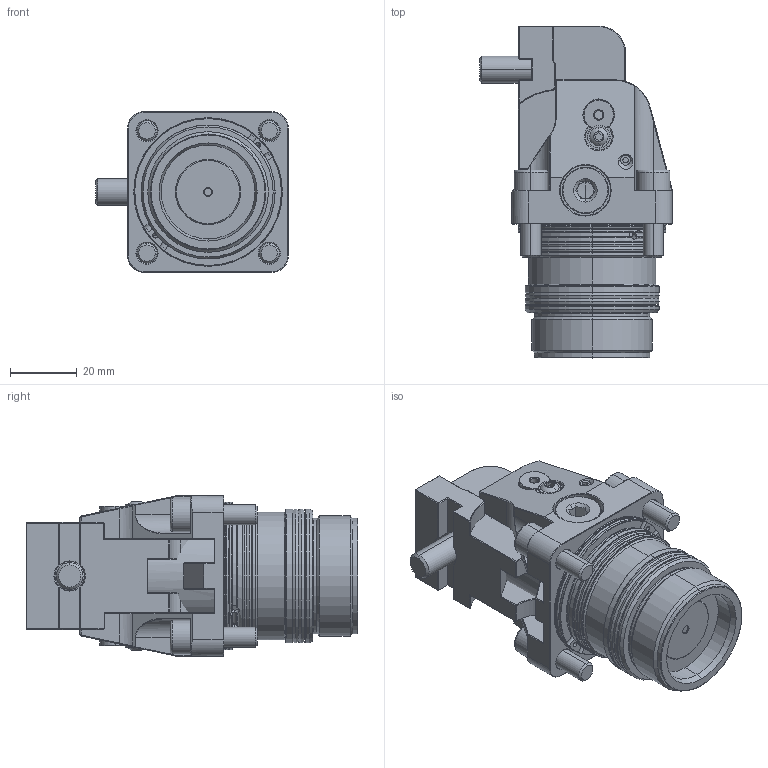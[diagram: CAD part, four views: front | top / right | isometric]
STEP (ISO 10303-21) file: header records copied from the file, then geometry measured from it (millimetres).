
FILE_DESCRIPTION (( 'STEP AP214' ), '1' );
FILE_NAME ('DLSP-A2807-030.step', '2025-12-19T09:46:37', ( '' ), ( '' ), 'SwSTEP 2.0', 'SolidWorks 2025', '' );
FILE_SCHEMA (( 'AUTOMOTIVE_DESIGN' ));
Length unit declared in the file: millimetre
Products named in the file (1): DLSP-A2807-030
Bounding box: 57.61 x 99.06 x 48 mm (x, y, z)
Volume: 126860.7 mm3; surface area: 40253 mm2
Topology: 19 solids, 19 shells, 955 faces, 2165 edges, 1285 vertices
Faces by surface type: plane 364, cone 248, cylinder 236, torus 82, bspline 21, sphere 4
Entity records: 31284 total; most frequent: CARTESIAN_POINT 9829, DIRECTION 4583, ORIENTED_EDGE 4298, EDGE_CURVE 2149, AXIS2_PLACEMENT_3D 1774, VERTEX_POINT 1285, LINE 1035, VECTOR 1035
